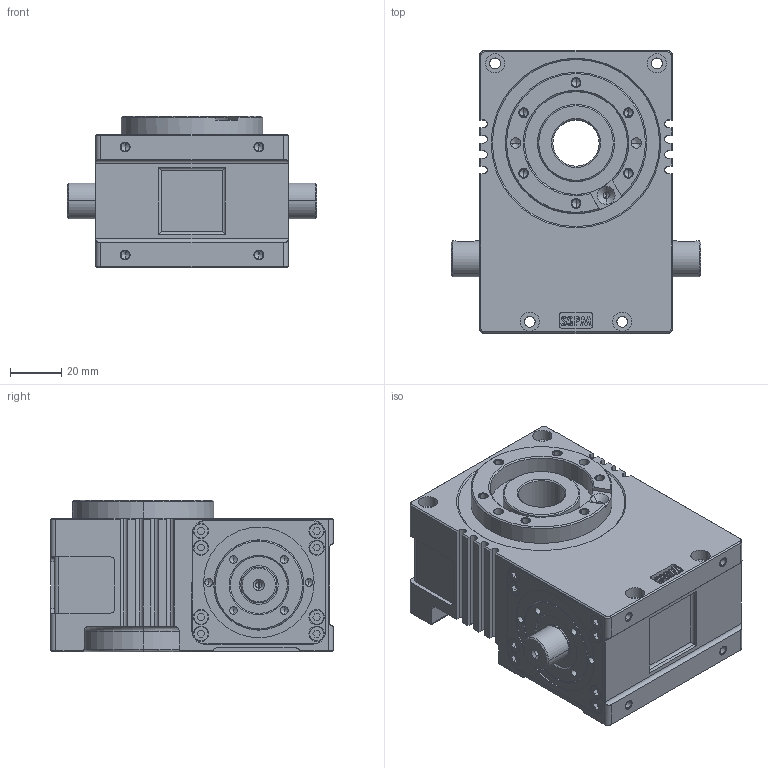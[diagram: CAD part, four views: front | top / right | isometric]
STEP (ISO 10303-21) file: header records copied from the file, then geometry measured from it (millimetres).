
FILE_DESCRIPTION (( 'STEP AP203' ), '1' );
FILE_NAME ('RT075-實心軸-標準外型(240222).stp', '2025-06-24T02:00:23', ( '' ), ( '' ), 'SwSTEP 2.0', 'SolidWorks 2018', '' );
FILE_SCHEMA (( 'CONFIG_CONTROL_DESIGN' ));
Length unit declared in the file: millimetre
Products named in the file (1): RT075-實心軸-標準外型(240222)
Bounding box: 97 x 110 x 59 mm (x, y, z)
Volume: 388399.8 mm3; surface area: 60419.7 mm2
Topology: 1 solids, 2 shells, 1014 faces, 2462 edges, 1555 vertices
Faces by surface type: plane 468, cylinder 366, cone 142, bspline 32, torus 6
Entity records: 31093 total; most frequent: CARTESIAN_POINT 7148, DIRECTION 5058, ORIENTED_EDGE 4792, EDGE_CURVE 2396, AXIS2_PLACEMENT_3D 1789, VERTEX_POINT 1555, LINE 1480, VECTOR 1480
